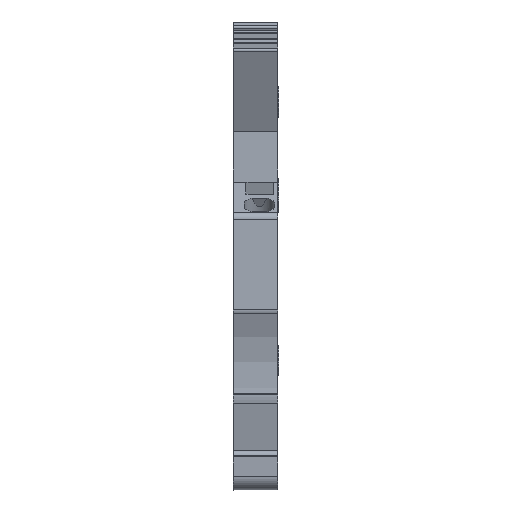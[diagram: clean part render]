
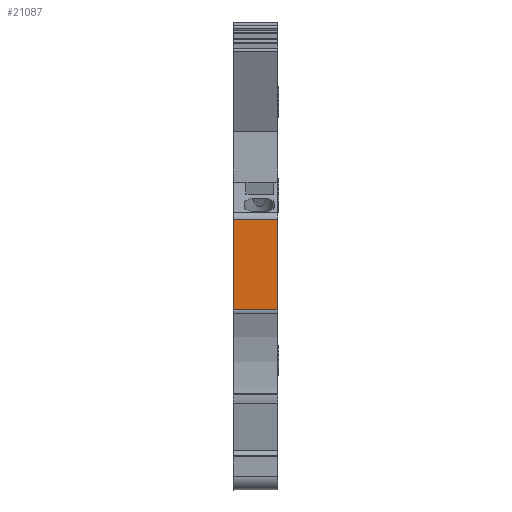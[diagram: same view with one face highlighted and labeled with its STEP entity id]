
A CAD part, front view. The second image highlights one B-rep face of the part: STEP entity #21087.
In plain terms, the highlighted planar face has unit normal (0, -1, 0).
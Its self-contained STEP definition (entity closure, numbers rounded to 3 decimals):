
#21067=AXIS2_PLACEMENT_3D('Plane Axis2P3D',#21064,#21065,#21066) ;
#7808=CARTESIAN_POINT('Vertex',(6.,0.,36.327)) ;
#7811=CARTESIAN_POINT('Line Origine',(6.,0.,30.242)) ;
#7815=CARTESIAN_POINT('Vertex',(6.,0.,24.157)) ;
#21046=CARTESIAN_POINT('Vertex',(0.,0.,36.327)) ;
#21049=CARTESIAN_POINT('Line Origine',(2.39,0.,36.327)) ;
#21064=CARTESIAN_POINT('Axis2P3D Location',(6.,0.,24.157)) ;
#21069=CARTESIAN_POINT('Line Origine',(0.,0.,30.242)) ;
#21073=CARTESIAN_POINT('Vertex',(0.,0.,24.157)) ;
#21076=CARTESIAN_POINT('Line Origine',(3.,0.,24.157)) ;
#7812=DIRECTION('Vector Direction',(0.,0.,1.)) ;
#21050=DIRECTION('Vector Direction',(1.,0.,0.)) ;
#21065=DIRECTION('Axis2P3D Direction',(0.,-1.,0.)) ;
#21066=DIRECTION('Axis2P3D XDirection',(0.,0.,1.)) ;
#21070=DIRECTION('Vector Direction',(0.,0.,1.)) ;
#21077=DIRECTION('Vector Direction',(-1.,0.,0.)) ;
#7813=VECTOR('Line Direction',#7812,1.) ;
#21051=VECTOR('Line Direction',#21050,1.) ;
#21071=VECTOR('Line Direction',#21070,1.) ;
#21078=VECTOR('Line Direction',#21077,1.) ;
#21082=ORIENTED_EDGE('',*,*,#21075,.F.) ;
#21083=ORIENTED_EDGE('',*,*,#21080,.F.) ;
#21084=ORIENTED_EDGE('',*,*,#7817,.T.) ;
#21085=ORIENTED_EDGE('',*,*,#21053,.T.) ;
#21087=ADVANCED_FACE('KLEMME',(#21086),#21068,.T.) ;
#7817=EDGE_CURVE('',#7816,#7809,#7814,.T.) ;
#21053=EDGE_CURVE('',#7809,#21047,#21052,.F.) ;
#21075=EDGE_CURVE('',#21074,#21047,#21072,.T.) ;
#21080=EDGE_CURVE('',#7816,#21074,#21079,.T.) ;
#21081=EDGE_LOOP('',(#21082,#21083,#21084,#21085)) ;
#21086=FACE_OUTER_BOUND('',#21081,.T.) ;
#7814=LINE('Line',#7811,#7813) ;
#21052=LINE('Line',#21049,#21051) ;
#21072=LINE('Line',#21069,#21071) ;
#21079=LINE('Line',#21076,#21078) ;
#21068=PLANE('',#21067) ;
#7809=VERTEX_POINT('',#7808) ;
#7816=VERTEX_POINT('',#7815) ;
#21047=VERTEX_POINT('',#21046) ;
#21074=VERTEX_POINT('',#21073) ;
